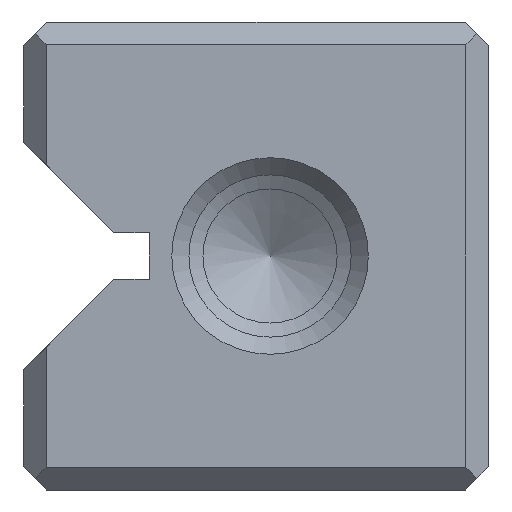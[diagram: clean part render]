
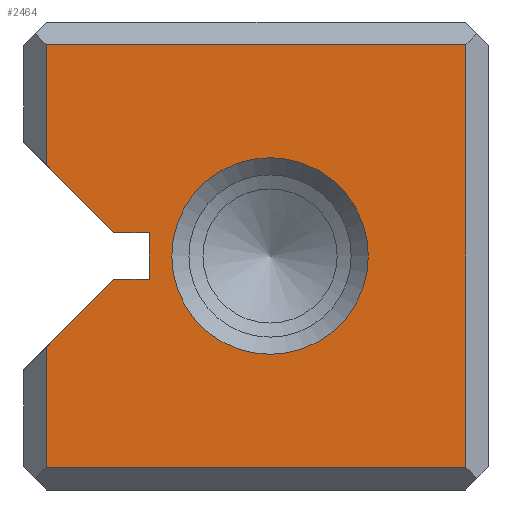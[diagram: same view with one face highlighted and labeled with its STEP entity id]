
A CAD part, left-side view. The second image highlights one B-rep face of the part: STEP entity #2464.
In plain terms, the highlighted planar face has unit normal (-1, 0, 0).
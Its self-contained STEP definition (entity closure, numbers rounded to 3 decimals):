
#2464=ADVANCED_FACE('',(#3384,#3385),#2848,.T.);
#2848=PLANE('',#8804);
#3096=CIRCLE('',#8803,3.15);
#3384=FACE_BOUND('',#3592,.T.);
#3385=FACE_BOUND('',#3593,.T.);
#3592=EDGE_LOOP('',(#4306));
#3593=EDGE_LOOP('',(#4307,#4308,#4309,#4310,#4311,#4312,#4313,#4314,#4315,
#4316));
#4306=ORIENTED_EDGE('',*,*,#6791,.T.);
#4307=ORIENTED_EDGE('',*,*,#6792,.T.);
#4308=ORIENTED_EDGE('',*,*,#6793,.T.);
#4309=ORIENTED_EDGE('',*,*,#6794,.T.);
#4310=ORIENTED_EDGE('',*,*,#6795,.T.);
#4311=ORIENTED_EDGE('',*,*,#6796,.T.);
#4312=ORIENTED_EDGE('',*,*,#6797,.T.);
#4313=ORIENTED_EDGE('',*,*,#6798,.T.);
#4314=ORIENTED_EDGE('',*,*,#6799,.F.);
#4315=ORIENTED_EDGE('',*,*,#6800,.F.);
#4316=ORIENTED_EDGE('',*,*,#6801,.T.);
#6148=VERTEX_POINT('',#11302);
#6149=VERTEX_POINT('',#11304);
#6150=VERTEX_POINT('',#11305);
#6151=VERTEX_POINT('',#11307);
#6152=VERTEX_POINT('',#11309);
#6153=VERTEX_POINT('',#11311);
#6154=VERTEX_POINT('',#11313);
#6155=VERTEX_POINT('',#11315);
#6156=VERTEX_POINT('',#11317);
#6157=VERTEX_POINT('',#11319);
#6158=VERTEX_POINT('',#11321);
#6791=EDGE_CURVE('',#6148,#6148,#3096,.T.);
#6792=EDGE_CURVE('',#6149,#6150,#7624,.T.);
#6793=EDGE_CURVE('',#6150,#6151,#7625,.T.);
#6794=EDGE_CURVE('',#6151,#6152,#7626,.T.);
#6795=EDGE_CURVE('',#6152,#6153,#7627,.T.);
#6796=EDGE_CURVE('',#6153,#6154,#7628,.T.);
#6797=EDGE_CURVE('',#6154,#6155,#7629,.T.);
#6798=EDGE_CURVE('',#6155,#6156,#7630,.T.);
#6799=EDGE_CURVE('',#6157,#6156,#7631,.T.);
#6800=EDGE_CURVE('',#6158,#6157,#7632,.T.);
#6801=EDGE_CURVE('',#6158,#6149,#7633,.T.);
#7624=LINE('',#11303,#8284);
#7625=LINE('',#11306,#8285);
#7626=LINE('',#11308,#8286);
#7627=LINE('',#11310,#8287);
#7628=LINE('',#11312,#8288);
#7629=LINE('',#11314,#8289);
#7630=LINE('',#11316,#8290);
#7631=LINE('',#11318,#8291);
#7632=LINE('',#11320,#8292);
#7633=LINE('',#11322,#8293);
#8284=VECTOR('',#9350,1.);
#8285=VECTOR('',#9351,1.);
#8286=VECTOR('',#9352,1.);
#8287=VECTOR('',#9353,1.);
#8288=VECTOR('',#9354,1.);
#8289=VECTOR('',#9355,1.);
#8290=VECTOR('',#9356,1.);
#8291=VECTOR('',#9357,1.);
#8292=VECTOR('',#9358,1.);
#8293=VECTOR('',#9359,1.);
#8803=AXIS2_PLACEMENT_3D('',#11301,#9348,#9349);
#8804=AXIS2_PLACEMENT_3D('',#11323,#9360,#9361);
#9348=DIRECTION('',(1.,0.,0.));
#9349=DIRECTION('',(0.,0.,-1.));
#9350=DIRECTION('',(0.,-1.,0.));
#9351=DIRECTION('',(0.,0.,1.));
#9352=DIRECTION('',(0.,1.,0.));
#9353=DIRECTION('',(0.,0.,-1.));
#9354=DIRECTION('',(0.,-0.707,-0.707));
#9355=DIRECTION('',(0.,-1.,0.));
#9356=DIRECTION('',(0.,0.,-1.));
#9357=DIRECTION('',(0.,-1.,0.));
#9358=DIRECTION('',(0.,-0.707,0.707));
#9359=DIRECTION('',(0.,0.,-1.));
#9360=DIRECTION('',(-1.,0.,0.));
#9361=DIRECTION('',(0.,0.,-1.));
#11301=CARTESIAN_POINT('',(0.,7.,7.5));
#11302=CARTESIAN_POINT('',(0.,7.,4.35));
#11303=CARTESIAN_POINT('',(0.,7.45,0.725));
#11304=CARTESIAN_POINT('',(0.,14.175,0.725));
#11305=CARTESIAN_POINT('',(0.,0.725,0.725));
#11306=CARTESIAN_POINT('',(0.,0.725,0.));
#11307=CARTESIAN_POINT('',(0.,0.725,14.275));
#11308=CARTESIAN_POINT('',(0.,7.45,14.275));
#11309=CARTESIAN_POINT('',(0.,14.175,14.275));
#11310=CARTESIAN_POINT('',(0.,14.175,0.));
#11311=CARTESIAN_POINT('',(0.,14.175,10.418));
#11312=CARTESIAN_POINT('',(0.,14.9,11.143));
#11313=CARTESIAN_POINT('',(0.,12.007,8.25));
#11314=CARTESIAN_POINT('',(0.,10.875,8.25));
#11315=CARTESIAN_POINT('',(0.,10.875,8.25));
#11316=CARTESIAN_POINT('',(0.,10.875,8.25));
#11317=CARTESIAN_POINT('',(0.,10.875,6.75));
#11318=CARTESIAN_POINT('',(0.,10.875,6.75));
#11319=CARTESIAN_POINT('',(0.,12.007,6.75));
#11320=CARTESIAN_POINT('',(0.,14.9,3.857));
#11321=CARTESIAN_POINT('',(0.,14.175,4.582));
#11322=CARTESIAN_POINT('',(0.,14.175,0.));
#11323=CARTESIAN_POINT('',(0.,7.45,0.));
